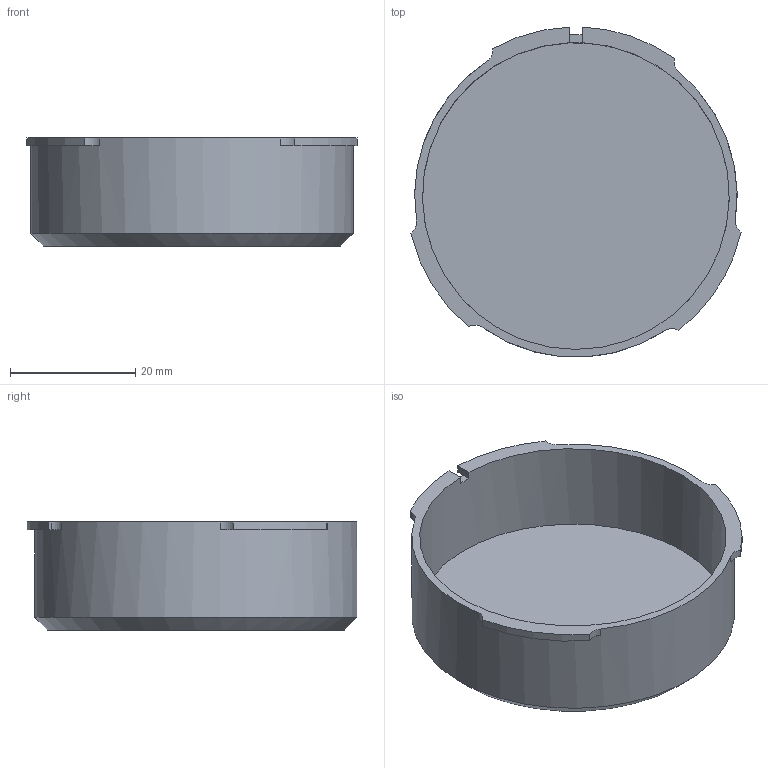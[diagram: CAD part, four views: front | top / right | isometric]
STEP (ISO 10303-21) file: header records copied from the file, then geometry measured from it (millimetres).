
FILE_DESCRIPTION(/* description */ (''),/* implementation_level */ '2;1');
FILE_NAME(/* name */ 'baseRearCap_canonFD',/* time_stamp */ '2023-12-05T12:47:14-05:00',/* author */ ('George Moua'),/* organization */ ('Archive 663'),/* preprocessor_version */ 'ST-DEVELOPER v16.7',/* originating_system */ 'Solid Edge',/* authorisation */ 'Unknown');
FILE_SCHEMA (('AUTOMOTIVE_DESIGN {1 0 10303 214 3 1 1}'));
Length unit declared in the file: millimetre
Products named in the file (3): mountLensBase; mountLensBase_canonFD_oa_0; baseRearCap_canonFD
Assembly tree (2 placements, depth 3):
  mountLensBase
    mountLensBase_canonFD_oa_0
      baseRearCap_canonFD
Bounding box: 52.71 x 52.67 x 17.25 mm (x, y, z)
Volume: 7638.5 mm3; surface area: 9370.9 mm2
Topology: 1 solids, 1 shells, 51 faces, 133 edges, 88 vertices
Faces by surface type: plane 32, cylinder 12, cone 7
Full cylindrical faces by diameter (mm): 49 x1, 51.5 x1
Entity records: 1584 total; most frequent: DIRECTION 274, CARTESIAN_POINT 268, ORIENTED_EDGE 248, EDGE_CURVE 124, AXIS2_PLACEMENT_3D 98, VERTEX_POINT 84, LINE 78, VECTOR 78
